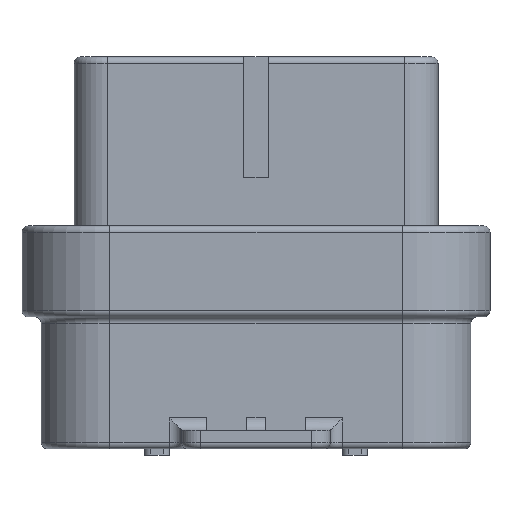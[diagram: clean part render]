
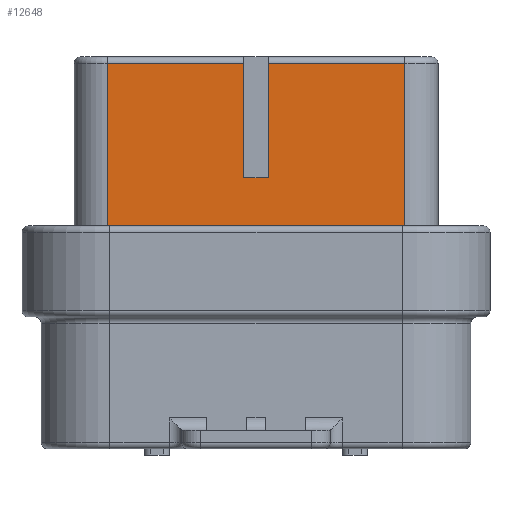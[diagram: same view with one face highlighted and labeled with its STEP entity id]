
A CAD part, front view. The second image highlights one B-rep face of the part: STEP entity #12648.
In plain terms, the highlighted planar face has unit normal (0, -1, 0).
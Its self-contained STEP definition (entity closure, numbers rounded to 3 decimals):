
#481=DIRECTION('',(0.,0.,-1.));
#482=VECTOR('',#481,13.85);
#483=CARTESIAN_POINT('',(-12.,-9.15,-0.5));
#484=LINE('',#483,#482);
#485=DIRECTION('',(1.,0.,0.));
#486=VECTOR('',#485,11.);
#487=CARTESIAN_POINT('',(-12.,-9.15,-0.5));
#488=LINE('',#487,#486);
#489=DIRECTION('',(0.,0.,-1.));
#490=VECTOR('',#489,9.25);
#491=CARTESIAN_POINT('',(-1.,-9.15,-0.5));
#492=LINE('',#491,#490);
#493=DIRECTION('',(1.,0.,0.));
#494=VECTOR('',#493,2.);
#495=CARTESIAN_POINT('',(-1.,-9.15,-9.75));
#496=LINE('',#495,#494);
#497=DIRECTION('',(0.,0.,-1.));
#498=VECTOR('',#497,9.25);
#499=CARTESIAN_POINT('',(1.,-9.15,-0.5));
#500=LINE('',#499,#498);
#501=DIRECTION('',(1.,0.,0.));
#502=VECTOR('',#501,11.);
#503=CARTESIAN_POINT('',(1.,-9.15,-0.5));
#504=LINE('',#503,#502);
#505=DIRECTION('',(1.,0.,0.));
#506=VECTOR('',#505,24.);
#507=CARTESIAN_POINT('',(-12.,-9.15,-14.35));
#508=LINE('',#507,#506);
#4983=DIRECTION('',(0.,0.,-1.));
#4984=VECTOR('',#4983,13.85);
#4985=CARTESIAN_POINT('',(12.,-9.15,-0.5));
#4986=LINE('',#4985,#4984);
#9698=CARTESIAN_POINT('',(-1.,-9.15,-9.75));
#9699=CARTESIAN_POINT('',(1.,-9.15,-9.75));
#9700=VERTEX_POINT('',#9698);
#9701=VERTEX_POINT('',#9699);
#9702=CARTESIAN_POINT('',(1.,-9.15,-0.5));
#9703=VERTEX_POINT('',#9702);
#9704=CARTESIAN_POINT('',(-1.,-9.15,-0.5));
#9705=VERTEX_POINT('',#9704);
#11610=CARTESIAN_POINT('',(-12.,-9.15,-0.5));
#11611=VERTEX_POINT('',#11610);
#11616=CARTESIAN_POINT('',(12.,-9.15,-0.5));
#11618=VERTEX_POINT('',#11616);
#11634=CARTESIAN_POINT('',(-12.,-9.15,-14.35));
#11635=VERTEX_POINT('',#11634);
#11636=CARTESIAN_POINT('',(12.,-9.15,-14.35));
#11637=VERTEX_POINT('',#11636);
#12628=CARTESIAN_POINT('',(-12.,-9.15,0.));
#12629=DIRECTION('',(0.,-1.,0.));
#12630=DIRECTION('',(1.,0.,0.));
#12631=AXIS2_PLACEMENT_3D('',#12628,#12629,#12630);
#12632=PLANE('',#12631);
#12634=ORIENTED_EDGE('',*,*,#12633,.F.);
#12635=ORIENTED_EDGE('',*,*,#12605,.T.);
#12637=ORIENTED_EDGE('',*,*,#12636,.T.);
#12639=ORIENTED_EDGE('',*,*,#12638,.T.);
#12640=ORIENTED_EDGE('',*,*,#12619,.F.);
#12641=ORIENTED_EDGE('',*,*,#12593,.T.);
#12643=ORIENTED_EDGE('',*,*,#12642,.T.);
#12645=ORIENTED_EDGE('',*,*,#12644,.F.);
#12646=EDGE_LOOP('',(#12634,#12635,#12637,#12639,#12640,#12641,#12643,#12645));
#12647=FACE_OUTER_BOUND('',#12646,.F.);
#12593=EDGE_CURVE('',#9703,#11618,#504,.T.);
#12605=EDGE_CURVE('',#11611,#9705,#488,.T.);
#12619=EDGE_CURVE('',#9703,#9701,#500,.T.);
#12633=EDGE_CURVE('',#11611,#11635,#484,.T.);
#12636=EDGE_CURVE('',#9705,#9700,#492,.T.);
#12638=EDGE_CURVE('',#9700,#9701,#496,.T.);
#12642=EDGE_CURVE('',#11618,#11637,#4986,.T.);
#12644=EDGE_CURVE('',#11635,#11637,#508,.T.);
#12648=ADVANCED_FACE('',(#12647),#12632,.T.);
